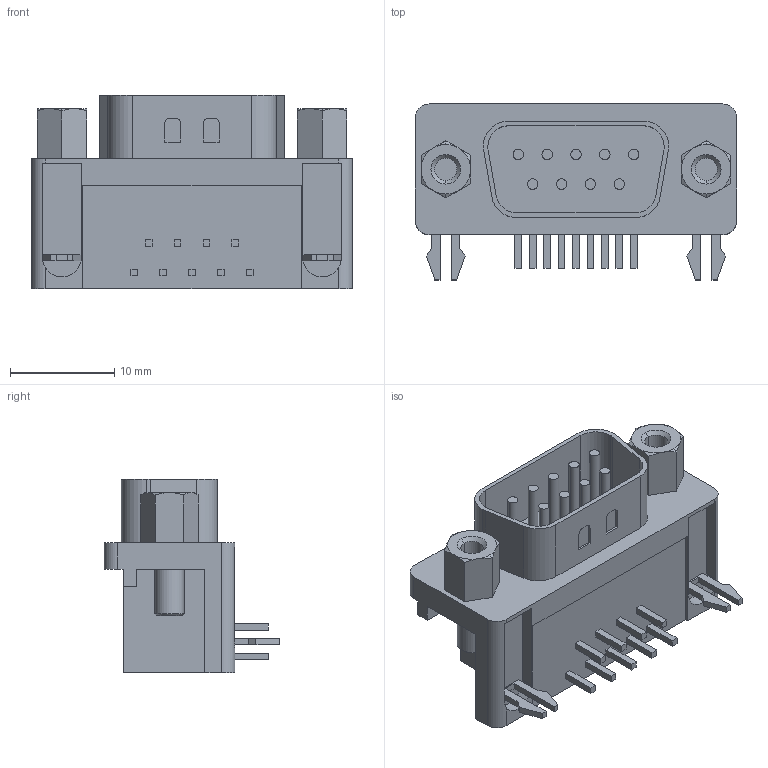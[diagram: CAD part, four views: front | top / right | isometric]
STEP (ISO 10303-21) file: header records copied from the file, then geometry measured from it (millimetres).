
FILE_DESCRIPTION(('STEP AP214'),'1');
FILE_NAME('connector_a-ds_09_a_kg-t2.stp','2017-04-01T03:30:48',('TraceParts'),('TraceParts S.A.'),'Spatial InterOp 3D',' ',' ');
FILE_SCHEMA(('automotive_design'));
Length unit declared in the file: millimetre
Products named in the file (1): connector_a-ds_09_a_kg-t2
Bounding box: 30.81 x 16.88 x 18.6 mm (x, y, z)
Volume: 3624.6 mm3; surface area: 3105.4 mm2
Topology: 1 solids, 1 shells, 234 faces, 576 edges, 376 vertices
Faces by surface type: plane 158, cylinder 52, cone 24
Entity records: 8784 total; most frequent: CARTESIAN_POINT 1301, ORIENTED_EDGE 1152, DIRECTION 1150, EDGE_CURVE 576, LINE 420, VECTOR 420, VERTEX_POINT 376, AXIS2_PLACEMENT_3D 365
